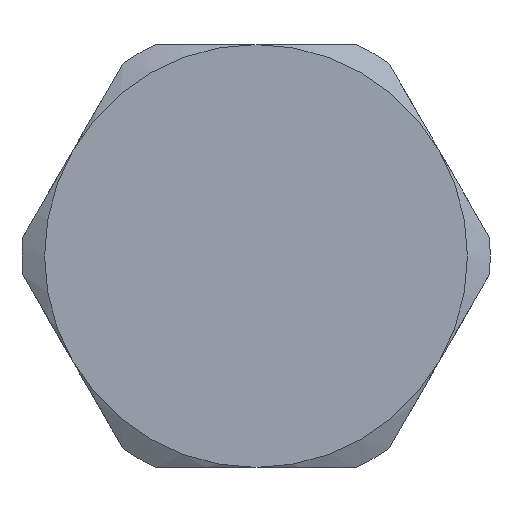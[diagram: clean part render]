
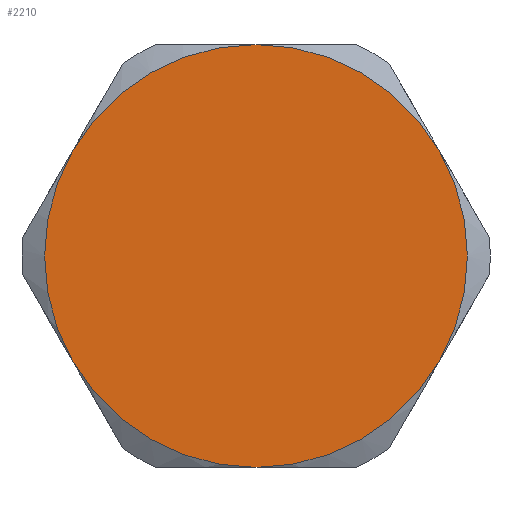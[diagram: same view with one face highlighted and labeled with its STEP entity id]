
A CAD part, left-side view. The second image highlights one B-rep face of the part: STEP entity #2210.
In plain terms, the highlighted planar face has unit normal (-1, 0, 0).
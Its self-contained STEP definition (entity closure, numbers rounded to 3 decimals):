
#177 = DIRECTION ( 'NONE',  ( 0., 0., 1. ) ) ;
#213 = AXIS2_PLACEMENT_3D ( 'NONE', #373, #2414, #4041 ) ;
#221 = FACE_OUTER_BOUND ( 'NONE', #779, .T. ) ;
#373 = CARTESIAN_POINT ( 'NONE',  ( -23.172, 1.4, 0. ) ) ;
#389 = ORIENTED_EDGE ( 'NONE', *, *, #1873, .T. ) ;
#422 = VERTEX_POINT ( 'NONE', #6303 ) ;
#438 = CARTESIAN_POINT ( 'NONE',  ( -23.172, 1.4, 0. ) ) ;
#534 = CARTESIAN_POINT ( 'NONE',  ( -23.172, 1.4, 0. ) ) ;
#578 = DIRECTION ( 'NONE',  ( -1., 0., 0. ) ) ;
#779 = EDGE_LOOP ( 'NONE', ( #3871, #389, #5612, #1812, #1668, #3245 ) ) ;
#820 = CIRCLE ( 'NONE', #213, 11.11 ) ;
#1005 = VERTEX_POINT ( 'NONE', #3533 ) ;
#1016 = DIRECTION ( 'NONE',  ( -1., 0., 0. ) ) ;
#1056 = CARTESIAN_POINT ( 'NONE',  ( -23.172, 1.4, 0. ) ) ;
#1081 = DIRECTION ( 'NONE',  ( 0., 0., 1. ) ) ;
#1331 = AXIS2_PLACEMENT_3D ( 'NONE', #438, #3936, #1397 ) ;
#1397 = DIRECTION ( 'NONE',  ( 0., 0., 1. ) ) ;
#1539 = CIRCLE ( 'NONE', #1331, 11.11 ) ;
#1574 = AXIS2_PLACEMENT_3D ( 'NONE', #534, #578, #1081 ) ;
#1643 = DIRECTION ( 'NONE',  ( -1., 0., 0. ) ) ;
#1668 = ORIENTED_EDGE ( 'NONE', *, *, #4020, .T. ) ;
#1812 = ORIENTED_EDGE ( 'NONE', *, *, #5254, .T. ) ;
#1815 = VERTEX_POINT ( 'NONE', #5367 ) ;
#1819 = CIRCLE ( 'NONE', #5770, 11.11 ) ;
#1873 = EDGE_CURVE ( 'NONE', #5347, #1005, #1539, .T. ) ;
#2210 = ADVANCED_FACE ( 'NONE', ( #221 ), #6204, .F. ) ;
#2414 = DIRECTION ( 'NONE',  ( -1., 0., 0. ) ) ;
#2939 = AXIS2_PLACEMENT_3D ( 'NONE', #5877, #4465, #4944 ) ;
#3053 = AXIS2_PLACEMENT_3D ( 'NONE', #3146, #1643, #177 ) ;
#3067 = CIRCLE ( 'NONE', #1574, 11.11 ) ;
#3090 = VERTEX_POINT ( 'NONE', #5882 ) ;
#3146 = CARTESIAN_POINT ( 'NONE',  ( -23.172, 1.4, 0. ) ) ;
#3245 = ORIENTED_EDGE ( 'NONE', *, *, #4391, .T. ) ;
#3248 = VERTEX_POINT ( 'NONE', #6317 ) ;
#3500 = CARTESIAN_POINT ( 'NONE',  ( -23.172, 1.4, 0. ) ) ;
#3533 = CARTESIAN_POINT ( 'NONE',  ( -23.172, -8.221, -5.555 ) ) ;
#3565 = DIRECTION ( 'NONE',  ( -1., 0., 0. ) ) ;
#3871 = ORIENTED_EDGE ( 'NONE', *, *, #4461, .T. ) ;
#3936 = DIRECTION ( 'NONE',  ( -1., 0., 0. ) ) ;
#4020 = EDGE_CURVE ( 'NONE', #3090, #422, #5342, .T. ) ;
#4035 = CARTESIAN_POINT ( 'NONE',  ( -23.172, 1.4, -11.11 ) ) ;
#4041 = DIRECTION ( 'NONE',  ( 0., 0., 1. ) ) ;
#4066 = DIRECTION ( 'NONE',  ( 0., 0., 1. ) ) ;
#4391 = EDGE_CURVE ( 'NONE', #422, #3248, #3067, .T. ) ;
#4461 = EDGE_CURVE ( 'NONE', #3248, #5347, #5864, .T. ) ;
#4465 = DIRECTION ( 'NONE',  ( 1., 0., 0. ) ) ;
#4518 = DIRECTION ( 'NONE',  ( 0., 0., 1. ) ) ;
#4944 = DIRECTION ( 'NONE',  ( 0., 0., -1. ) ) ;
#5254 = EDGE_CURVE ( 'NONE', #1815, #3090, #820, .T. ) ;
#5301 = EDGE_CURVE ( 'NONE', #1005, #1815, #1819, .T. ) ;
#5342 = CIRCLE ( 'NONE', #6299, 11.11 ) ;
#5347 = VERTEX_POINT ( 'NONE', #4035 ) ;
#5367 = CARTESIAN_POINT ( 'NONE',  ( -23.172, -8.221, 5.555 ) ) ;
#5612 = ORIENTED_EDGE ( 'NONE', *, *, #5301, .T. ) ;
#5770 = AXIS2_PLACEMENT_3D ( 'NONE', #1056, #3565, #4518 ) ;
#5864 = CIRCLE ( 'NONE', #3053, 11.11 ) ;
#5877 = CARTESIAN_POINT ( 'NONE',  ( -23.172, 14.229, 0. ) ) ;
#5882 = CARTESIAN_POINT ( 'NONE',  ( -23.172, 1.4, 11.11 ) ) ;
#6204 = PLANE ( 'NONE',  #2939 ) ;
#6299 = AXIS2_PLACEMENT_3D ( 'NONE', #3500, #1016, #4066 ) ;
#6303 = CARTESIAN_POINT ( 'NONE',  ( -23.172, 11.022, 5.555 ) ) ;
#6317 = CARTESIAN_POINT ( 'NONE',  ( -23.172, 11.022, -5.555 ) ) ;
